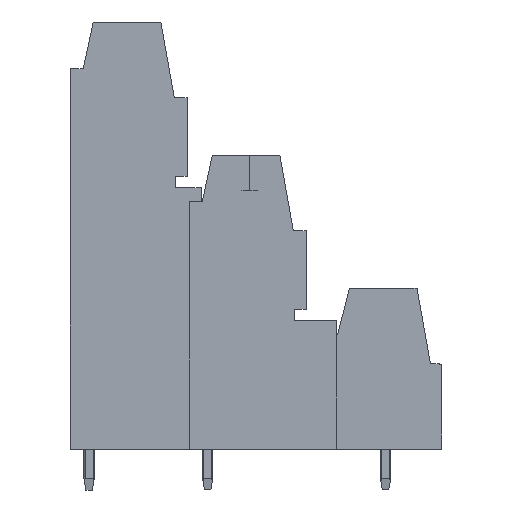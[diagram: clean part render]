
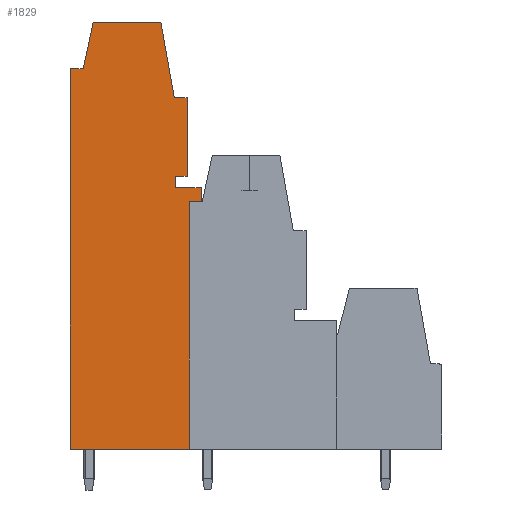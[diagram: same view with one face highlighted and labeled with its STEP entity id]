
A CAD part, left-side view. The second image highlights one B-rep face of the part: STEP entity #1829.
In plain terms, the highlighted planar face has unit normal (-1, 0, 0).
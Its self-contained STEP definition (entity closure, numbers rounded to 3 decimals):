
#1632=AXIS2_PLACEMENT_3D('Plane Axis2P3D',#1629,#1630,#1631) ;
#1517=CARTESIAN_POINT('Vertex',(2.54,20.6,24.7)) ;
#1520=CARTESIAN_POINT('Line Origine',(2.54,21.1,24.7)) ;
#1524=CARTESIAN_POINT('Vertex',(2.54,21.6,24.7)) ;
#1550=CARTESIAN_POINT('Vertex',(2.54,21.6,3.5)) ;
#1553=CARTESIAN_POINT('Line Origine',(2.54,26.7,3.5)) ;
#1557=CARTESIAN_POINT('Vertex',(2.54,31.8,3.5)) ;
#1629=CARTESIAN_POINT('Axis2P3D Location',(2.54,35.177,3.5)) ;
#1733=CARTESIAN_POINT('Line Origine',(2.54,20.6,25.3)) ;
#1737=CARTESIAN_POINT('Vertex',(2.54,20.6,25.9)) ;
#1740=CARTESIAN_POINT('Line Origine',(2.54,21.7,25.9)) ;
#1744=CARTESIAN_POINT('Vertex',(2.54,22.8,25.9)) ;
#1747=CARTESIAN_POINT('Line Origine',(2.54,22.8,26.4)) ;
#1751=CARTESIAN_POINT('Vertex',(2.54,22.8,26.9)) ;
#1754=CARTESIAN_POINT('Line Origine',(2.54,22.3,26.9)) ;
#1758=CARTESIAN_POINT('Vertex',(2.54,21.8,26.9)) ;
#1761=CARTESIAN_POINT('Line Origine',(2.54,21.8,30.25)) ;
#1765=CARTESIAN_POINT('Vertex',(2.54,21.8,33.6)) ;
#1768=CARTESIAN_POINT('Line Origine',(2.54,22.352,33.6)) ;
#1772=CARTESIAN_POINT('Vertex',(2.54,22.904,33.6)) ;
#1775=CARTESIAN_POINT('Line Origine',(2.54,23.477,36.85)) ;
#1779=CARTESIAN_POINT('Vertex',(2.54,24.05,40.1)) ;
#1782=CARTESIAN_POINT('Line Origine',(2.54,26.95,40.1)) ;
#1786=CARTESIAN_POINT('Vertex',(2.54,29.85,40.1)) ;
#1789=CARTESIAN_POINT('Line Origine',(2.54,30.275,38.1)) ;
#1793=CARTESIAN_POINT('Vertex',(2.54,30.7,36.1)) ;
#1796=CARTESIAN_POINT('Line Origine',(2.54,31.25,36.1)) ;
#1800=CARTESIAN_POINT('Vertex',(2.54,31.8,36.1)) ;
#1803=CARTESIAN_POINT('Line Origine',(2.54,31.8,19.8)) ;
#1808=CARTESIAN_POINT('Line Origine',(2.54,21.6,14.1)) ;
#1521=DIRECTION('Vector Direction',(0.,1.,0.)) ;
#1554=DIRECTION('Vector Direction',(0.,-1.,0.)) ;
#1630=DIRECTION('Axis2P3D Direction',(-1.,0.,0.)) ;
#1631=DIRECTION('Axis2P3D XDirection',(0.,-1.,0.)) ;
#1734=DIRECTION('Vector Direction',(0.,0.,1.)) ;
#1741=DIRECTION('Vector Direction',(0.,1.,0.)) ;
#1748=DIRECTION('Vector Direction',(0.,0.,-1.)) ;
#1755=DIRECTION('Vector Direction',(0.,1.,0.)) ;
#1762=DIRECTION('Vector Direction',(0.,0.,-1.)) ;
#1769=DIRECTION('Vector Direction',(0.,-1.,0.)) ;
#1776=DIRECTION('Vector Direction',(0.,-0.174,-0.985)) ;
#1783=DIRECTION('Vector Direction',(0.,-1.,0.)) ;
#1790=DIRECTION('Vector Direction',(0.,-0.208,0.978)) ;
#1797=DIRECTION('Vector Direction',(0.,-1.,0.)) ;
#1804=DIRECTION('Vector Direction',(0.,0.,1.)) ;
#1809=DIRECTION('Vector Direction',(0.,0.,1.)) ;
#1522=VECTOR('Line Direction',#1521,1.) ;
#1555=VECTOR('Line Direction',#1554,1.) ;
#1735=VECTOR('Line Direction',#1734,1.) ;
#1742=VECTOR('Line Direction',#1741,1.) ;
#1749=VECTOR('Line Direction',#1748,1.) ;
#1756=VECTOR('Line Direction',#1755,1.) ;
#1763=VECTOR('Line Direction',#1762,1.) ;
#1770=VECTOR('Line Direction',#1769,1.) ;
#1777=VECTOR('Line Direction',#1776,1.) ;
#1784=VECTOR('Line Direction',#1783,1.) ;
#1791=VECTOR('Line Direction',#1790,1.) ;
#1798=VECTOR('Line Direction',#1797,1.) ;
#1805=VECTOR('Line Direction',#1804,1.) ;
#1810=VECTOR('Line Direction',#1809,1.) ;
#1814=ORIENTED_EDGE('',*,*,#1739,.T.) ;
#1815=ORIENTED_EDGE('',*,*,#1746,.T.) ;
#1816=ORIENTED_EDGE('',*,*,#1753,.F.) ;
#1817=ORIENTED_EDGE('',*,*,#1760,.F.) ;
#1818=ORIENTED_EDGE('',*,*,#1767,.F.) ;
#1819=ORIENTED_EDGE('',*,*,#1774,.F.) ;
#1820=ORIENTED_EDGE('',*,*,#1781,.F.) ;
#1821=ORIENTED_EDGE('',*,*,#1788,.F.) ;
#1822=ORIENTED_EDGE('',*,*,#1795,.F.) ;
#1823=ORIENTED_EDGE('',*,*,#1802,.F.) ;
#1824=ORIENTED_EDGE('',*,*,#1807,.F.) ;
#1825=ORIENTED_EDGE('',*,*,#1559,.T.) ;
#1826=ORIENTED_EDGE('',*,*,#1812,.T.) ;
#1827=ORIENTED_EDGE('',*,*,#1526,.F.) ;
#1829=ADVANCED_FACE('HOUSING',(#1828),#1633,.T.) ;
#1526=EDGE_CURVE('',#1518,#1525,#1523,.T.) ;
#1559=EDGE_CURVE('',#1558,#1551,#1556,.T.) ;
#1739=EDGE_CURVE('',#1518,#1738,#1736,.T.) ;
#1746=EDGE_CURVE('',#1738,#1745,#1743,.T.) ;
#1753=EDGE_CURVE('',#1752,#1745,#1750,.T.) ;
#1760=EDGE_CURVE('',#1759,#1752,#1757,.T.) ;
#1767=EDGE_CURVE('',#1766,#1759,#1764,.T.) ;
#1774=EDGE_CURVE('',#1773,#1766,#1771,.T.) ;
#1781=EDGE_CURVE('',#1780,#1773,#1778,.T.) ;
#1788=EDGE_CURVE('',#1787,#1780,#1785,.T.) ;
#1795=EDGE_CURVE('',#1794,#1787,#1792,.T.) ;
#1802=EDGE_CURVE('',#1801,#1794,#1799,.T.) ;
#1807=EDGE_CURVE('',#1558,#1801,#1806,.T.) ;
#1812=EDGE_CURVE('',#1551,#1525,#1811,.T.) ;
#1813=EDGE_LOOP('',(#1814,#1815,#1816,#1817,#1818,#1819,#1820,#1821,#1822,#1823,#1824,#1825,#1826,#1827)) ;
#1828=FACE_OUTER_BOUND('',#1813,.T.) ;
#1523=LINE('Line',#1520,#1522) ;
#1556=LINE('Line',#1553,#1555) ;
#1736=LINE('Line',#1733,#1735) ;
#1743=LINE('Line',#1740,#1742) ;
#1750=LINE('Line',#1747,#1749) ;
#1757=LINE('Line',#1754,#1756) ;
#1764=LINE('Line',#1761,#1763) ;
#1771=LINE('Line',#1768,#1770) ;
#1778=LINE('Line',#1775,#1777) ;
#1785=LINE('Line',#1782,#1784) ;
#1792=LINE('Line',#1789,#1791) ;
#1799=LINE('Line',#1796,#1798) ;
#1806=LINE('Line',#1803,#1805) ;
#1811=LINE('Line',#1808,#1810) ;
#1633=PLANE('',#1632) ;
#1518=VERTEX_POINT('',#1517) ;
#1525=VERTEX_POINT('',#1524) ;
#1551=VERTEX_POINT('',#1550) ;
#1558=VERTEX_POINT('',#1557) ;
#1738=VERTEX_POINT('',#1737) ;
#1745=VERTEX_POINT('',#1744) ;
#1752=VERTEX_POINT('',#1751) ;
#1759=VERTEX_POINT('',#1758) ;
#1766=VERTEX_POINT('',#1765) ;
#1773=VERTEX_POINT('',#1772) ;
#1780=VERTEX_POINT('',#1779) ;
#1787=VERTEX_POINT('',#1786) ;
#1794=VERTEX_POINT('',#1793) ;
#1801=VERTEX_POINT('',#1800) ;
